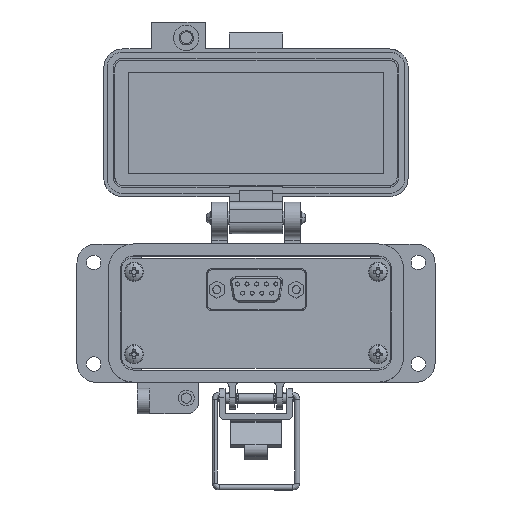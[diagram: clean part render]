
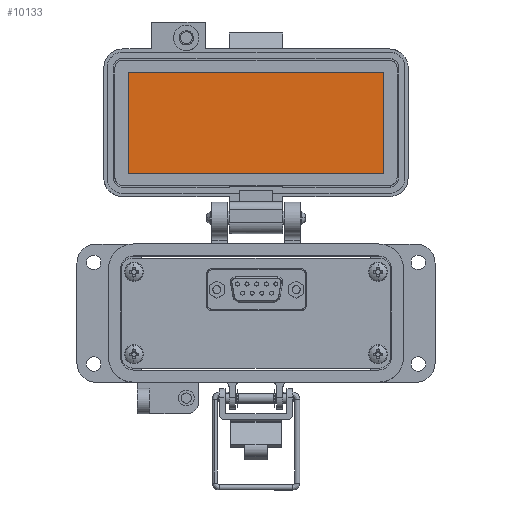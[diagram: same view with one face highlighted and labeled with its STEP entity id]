
A CAD part, top view. The second image highlights one B-rep face of the part: STEP entity #10133.
In plain terms, the highlighted planar face has unit normal (0, 0, 1).
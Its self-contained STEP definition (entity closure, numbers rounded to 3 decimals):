
#15 = LINE ( 'NONE', #19421, #39336 ) ;
#3503 = EDGE_CURVE ( 'NONE', #34458, #8708, #34045, .T. ) ;
#5226 = EDGE_CURVE ( 'NONE', #8708, #19551, #15904, .T. ) ;
#5876 = CARTESIAN_POINT ( 'NONE',  ( -8.5, 67.154, -25.55 ) ) ;
#7373 = CARTESIAN_POINT ( 'NONE',  ( 40.25, 51.154, -25.55 ) ) ;
#7632 = ORIENTED_EDGE ( 'NONE', *, *, #9895, .F. ) ;
#8708 = VERTEX_POINT ( 'NONE', #7373 ) ;
#8935 = EDGE_CURVE ( 'NONE', #19551, #29494, #33573, .T. ) ;
#9005 = DIRECTION ( 'NONE',  ( -1., 0., 0. ) ) ;
#9895 = EDGE_CURVE ( 'NONE', #29494, #34458, #15, .T. ) ;
#10133 = ADVANCED_FACE ( 'NONE', ( #24813 ), #20876, .T. ) ;
#11420 = DIRECTION ( 'NONE',  ( 0., -1., 0. ) ) ;
#14421 = VECTOR ( 'NONE', #11420, 1000. ) ;
#15904 = LINE ( 'NONE', #34347, #43512 ) ;
#16202 = ORIENTED_EDGE ( 'NONE', *, *, #3503, .F. ) ;
#19211 = CARTESIAN_POINT ( 'NONE',  ( -40.25, 51.154, -25.55 ) ) ;
#19421 = CARTESIAN_POINT ( 'NONE',  ( -8.5, 83.154, -25.55 ) ) ;
#19551 = VERTEX_POINT ( 'NONE', #19211 ) ;
#20166 = ORIENTED_EDGE ( 'NONE', *, *, #8935, .F. ) ;
#20876 = PLANE ( 'NONE',  #22039 ) ;
#21054 = CARTESIAN_POINT ( 'NONE',  ( -40.25, 83.154, -25.55 ) ) ;
#21831 = DIRECTION ( 'NONE',  ( 0., 0., 1. ) ) ;
#22039 = AXIS2_PLACEMENT_3D ( 'NONE', #5876, #21831, #47481 ) ;
#24813 = FACE_OUTER_BOUND ( 'NONE', #47237, .T. ) ;
#29494 = VERTEX_POINT ( 'NONE', #21054 ) ;
#31050 = CARTESIAN_POINT ( 'NONE',  ( 40.25, 83.154, -25.55 ) ) ;
#33573 = LINE ( 'NONE', #39332, #44826 ) ;
#34045 = LINE ( 'NONE', #37995, #14421 ) ;
#34347 = CARTESIAN_POINT ( 'NONE',  ( 42., 51.154, -25.55 ) ) ;
#34458 = VERTEX_POINT ( 'NONE', #31050 ) ;
#37995 = CARTESIAN_POINT ( 'NONE',  ( 40.25, 67.154, -25.55 ) ) ;
#39332 = CARTESIAN_POINT ( 'NONE',  ( -40.25, 67.154, -25.55 ) ) ;
#39336 = VECTOR ( 'NONE', #41095, 1000. ) ;
#41095 = DIRECTION ( 'NONE',  ( 1., 0., 0. ) ) ;
#43042 = DIRECTION ( 'NONE',  ( 0., 1., 0. ) ) ;
#43512 = VECTOR ( 'NONE', #9005, 1000. ) ;
#44826 = VECTOR ( 'NONE', #43042, 1000. ) ;
#47019 = ORIENTED_EDGE ( 'NONE', *, *, #5226, .F. ) ;
#47237 = EDGE_LOOP ( 'NONE', ( #7632, #20166, #47019, #16202 ) ) ;
#47481 = DIRECTION ( 'NONE',  ( 0., -1., 0. ) ) ;
